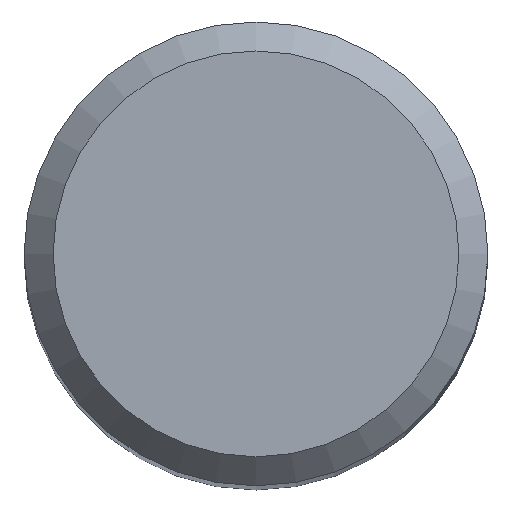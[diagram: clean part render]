
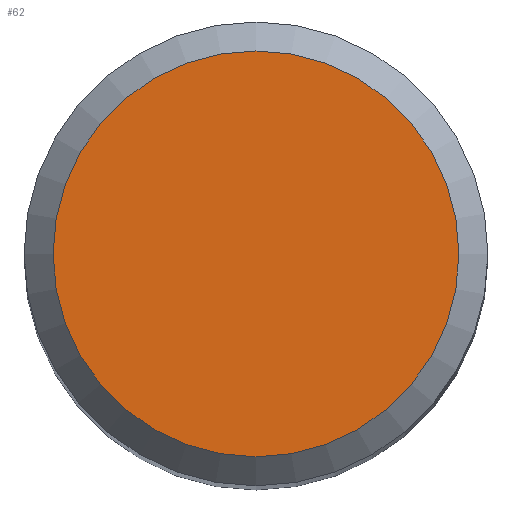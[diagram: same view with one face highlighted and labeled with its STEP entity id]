
A CAD part, top view. The second image highlights one B-rep face of the part: STEP entity #62.
In plain terms, the highlighted planar face has unit normal (0, 0, 1).
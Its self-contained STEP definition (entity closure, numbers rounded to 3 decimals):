
#43=FACE_OUTER_BOUND('',#140,.T.);
#45=PLANE('',#317);
#62=ADVANCED_FACE('CLONE_TP_FACE',(#43),#45,.F.);
#140=EDGE_LOOP('',(#180));
#180=ORIENTED_EDGE('',*,*,#236,.F.);
#216=VERTEX_POINT('',#464);
#236=EDGE_CURVE('',#216,#216,#256,.T.);
#256=CIRCLE('',#316,6.997);
#316=AXIS2_PLACEMENT_3D('',#463,#380,#381);
#317=AXIS2_PLACEMENT_3D('',#465,#382,#383);
#380=DIRECTION('',(0.,0.,-1.));
#381=DIRECTION('',(1.,0.,0.));
#382=DIRECTION('',(0.,0.,-1.));
#383=DIRECTION('',(-1.,0.,0.));
#463=CARTESIAN_POINT('',(0.,0.,0.));
#464=CARTESIAN_POINT('',(6.997,0.,0.));
#465=CARTESIAN_POINT('',(0.,0.,0.));
